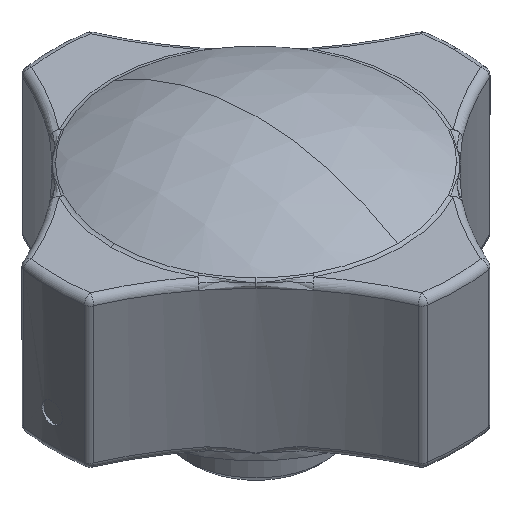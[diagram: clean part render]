
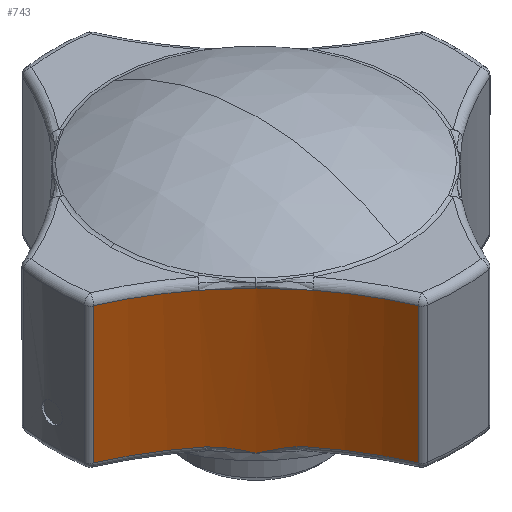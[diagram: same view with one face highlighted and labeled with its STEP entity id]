
A CAD part, isometric view. The second image highlights one B-rep face of the part: STEP entity #743.
In plain terms, the highlighted cylindrical face has radius 46.37 mm (diameter 92.74 mm), a partial arc.
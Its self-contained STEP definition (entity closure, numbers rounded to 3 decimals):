
#620 = VERTEX_POINT ( 'NONE', #1953 ) ;
#621 = ORIENTED_EDGE ( 'NONE', *, *, #622, .T. ) ;
#622 = EDGE_CURVE ( 'NONE', #620, #623, #1952, .T. ) ;
#623 = VERTEX_POINT ( 'NONE', #1951 ) ;
#624 = ORIENTED_EDGE ( 'NONE', *, *, #625, .T. ) ;
#625 = EDGE_CURVE ( 'NONE', #623, #626, #1950, .T. ) ;
#626 = VERTEX_POINT ( 'NONE', #1938 ) ;
#627 = ORIENTED_EDGE ( 'NONE', *, *, #628, .T. ) ;
#628 = EDGE_CURVE ( 'NONE', #626, #629, #1998, .T. ) ;
#629 = VERTEX_POINT ( 'NONE', #1986 ) ;
#630 = ORIENTED_EDGE ( 'NONE', *, *, #631, .T. ) ;
#631 = EDGE_CURVE ( 'NONE', #629, #632, #1985, .T. ) ;
#632 = VERTEX_POINT ( 'NONE', #1981 ) ;
#633 = ORIENTED_EDGE ( 'NONE', *, *, #757, .T. ) ;
#634 = VERTEX_POINT ( 'NONE', #1980 ) ;
#743 = ADVANCED_FACE ( 'NONE', ( #2108 ), #2107, .F. ) ;
#744 = EDGE_LOOP ( 'NONE', ( #745, #749, #752, #755, #621, #624, #627, #630, #633, #758 ) ) ;
#745 = ORIENTED_EDGE ( 'NONE', *, *, #746, .F. ) ;
#746 = EDGE_CURVE ( 'NONE', #747, #748, #2098, .T. ) ;
#747 = VERTEX_POINT ( 'NONE', #2097 ) ;
#748 = VERTEX_POINT ( 'NONE', #2096 ) ;
#749 = ORIENTED_EDGE ( 'NONE', *, *, #751, .T. ) ;
#750 = VERTEX_POINT ( 'NONE', #2089 ) ;
#751 = EDGE_CURVE ( 'NONE', #747, #750, #2268, .T. ) ;
#752 = ORIENTED_EDGE ( 'NONE', *, *, #753, .T. ) ;
#753 = EDGE_CURVE ( 'NONE', #750, #754, #2263, .T. ) ;
#754 = VERTEX_POINT ( 'NONE', #2259 ) ;
#755 = ORIENTED_EDGE ( 'NONE', *, *, #756, .T. ) ;
#756 = EDGE_CURVE ( 'NONE', #754, #620, #2258, .T. ) ;
#757 = EDGE_CURVE ( 'NONE', #632, #634, #2253, .T. ) ;
#758 = ORIENTED_EDGE ( 'NONE', *, *, #759, .F. ) ;
#759 = EDGE_CURVE ( 'NONE', #748, #634, #2247, .T. ) ;
#1938 = CARTESIAN_POINT ( 'NONE',  ( -11.396, -18.826, -4.221 ) ) ;
#1939 = CARTESIAN_POINT ( 'NONE',  ( -14.9, -14.9, -5.221 ) ) ;
#1940 = CARTESIAN_POINT ( 'NONE',  ( -14.9, -14.9, -5.221 ) ) ;
#1941 = CARTESIAN_POINT ( 'NONE',  ( -15.204, -14.595, -5.104 ) ) ;
#1942 = CARTESIAN_POINT ( 'NONE',  ( -15.516, -14.292, -4.985 ) ) ;
#1943 = CARTESIAN_POINT ( 'NONE',  ( -16.147, -13.695, -4.761 ) ) ;
#1944 = CARTESIAN_POINT ( 'NONE',  ( -16.467, -13.401, -4.654 ) ) ;
#1945 = CARTESIAN_POINT ( 'NONE',  ( -17.119, -12.819, -4.465 ) ) ;
#1946 = CARTESIAN_POINT ( 'NONE',  ( -17.45, -12.531, -4.383 ) ) ;
#1947 = CARTESIAN_POINT ( 'NONE',  ( -18.126, -11.96, -4.261 ) ) ;
#1948 = CARTESIAN_POINT ( 'NONE',  ( -18.471, -11.678, -4.221 ) ) ;
#1949 = CARTESIAN_POINT ( 'NONE',  ( -18.826, -11.396, -4.221 ) ) ;
#1950 = B_SPLINE_CURVE_WITH_KNOTS ( 'NONE', 3,
 ( #1939, #1997, #1996, #1995, #1994, #1993, #1992, #1991 ),
 .UNSPECIFIED., .F., .F.,
 ( 4, 2, 2, 4 ),
 ( 0., 0.003, 0.004, 0.005 ),
 .UNSPECIFIED. ) ;
#1951 = CARTESIAN_POINT ( 'NONE',  ( -14.9, -14.9, -5.221 ) ) ;
#1952 = B_SPLINE_CURVE_WITH_KNOTS ( 'NONE', 3,
 ( #1949, #1948, #1947, #1946, #1945, #1944, #1943, #1942, #1941, #1940 ),
 .UNSPECIFIED., .F., .F.,
 ( 4, 2, 2, 2, 4 ),
 ( 0., 0.001, 0.003, 0.004, 0.005 ),
 .UNSPECIFIED. ) ;
#1953 = CARTESIAN_POINT ( 'NONE',  ( -18.826, -11.396, -4.221 ) ) ;
#1980 = CARTESIAN_POINT ( 'NONE',  ( -10.952, -19.392, 15.779 ) ) ;
#1981 = CARTESIAN_POINT ( 'NONE',  ( -5.215, -29.081, 15.779 ) ) ;
#1982 = DIRECTION ( 'NONE',  ( 0., 0., 1. ) ) ;
#1983 = VECTOR ( 'NONE', #1982, 1000. ) ;
#1984 = CARTESIAN_POINT ( 'NONE',  ( -5.215, -29.081, -17.221 ) ) ;
#1985 = LINE ( 'NONE', #1984, #1983 ) ;
#1986 = CARTESIAN_POINT ( 'NONE',  ( -5.215, -29.081, -4.221 ) ) ;
#1987 = DIRECTION ( 'NONE',  ( 1., 0., 0. ) ) ;
#1988 = DIRECTION ( 'NONE',  ( 0., 0., -1. ) ) ;
#1989 = CARTESIAN_POINT ( 'NONE',  ( -47.688, -47.688, -4.221 ) ) ;
#1990 = AXIS2_PLACEMENT_3D ( 'NONE', #1989, #1988, #1987 ) ;
#1991 = CARTESIAN_POINT ( 'NONE',  ( -11.396, -18.826, -4.221 ) ) ;
#1992 = CARTESIAN_POINT ( 'NONE',  ( -11.678, -18.471, -4.221 ) ) ;
#1993 = CARTESIAN_POINT ( 'NONE',  ( -11.96, -18.126, -4.261 ) ) ;
#1994 = CARTESIAN_POINT ( 'NONE',  ( -12.531, -17.45, -4.383 ) ) ;
#1995 = CARTESIAN_POINT ( 'NONE',  ( -12.819, -17.119, -4.465 ) ) ;
#1996 = CARTESIAN_POINT ( 'NONE',  ( -13.692, -16.142, -4.749 ) ) ;
#1997 = CARTESIAN_POINT ( 'NONE',  ( -14.288, -15.512, -4.985 ) ) ;
#1998 = CIRCLE ( 'NONE', #1990, 46.37 ) ;
#2089 = CARTESIAN_POINT ( 'NONE',  ( -29.081, -5.215, 15.779 ) ) ;
#2090 = CARTESIAN_POINT ( 'NONE',  ( -14.9, -14.9, 15.779 ) ) ;
#2091 = CARTESIAN_POINT ( 'NONE',  ( -15.604, -14.195, 15.779 ) ) ;
#2092 = CARTESIAN_POINT ( 'NONE',  ( -16.331, -13.514, 15.779 ) ) ;
#2093 = CARTESIAN_POINT ( 'NONE',  ( -17.829, -12.197, 15.779 ) ) ;
#2094 = CARTESIAN_POINT ( 'NONE',  ( -18.6, -11.563, 15.779 ) ) ;
#2095 = CARTESIAN_POINT ( 'NONE',  ( -19.392, -10.952, 15.779 ) ) ;
#2096 = CARTESIAN_POINT ( 'NONE',  ( -14.9, -14.9, 15.779 ) ) ;
#2097 = CARTESIAN_POINT ( 'NONE',  ( -19.392, -10.952, 15.779 ) ) ;
#2098 = B_SPLINE_CURVE_WITH_KNOTS ( 'NONE', 3,
 ( #2095, #2094, #2093, #2092, #2091, #2090 ),
 .UNSPECIFIED., .F., .F.,
 ( 4, 2, 4 ),
 ( 0., 0.5, 1. ),
 .UNSPECIFIED. ) ;
#2099 = DIRECTION ( 'NONE',  ( 1., 0., 0. ) ) ;
#2100 = AXIS2_PLACEMENT_3D ( 'NONE', #2111, #2109, #2099 ) ;
#2107 = CYLINDRICAL_SURFACE ( 'NONE', #2100, 46.37 ) ;
#2108 = FACE_OUTER_BOUND ( 'NONE', #744, .T. ) ;
#2109 = DIRECTION ( 'NONE',  ( 0., 0., 1. ) ) ;
#2111 = CARTESIAN_POINT ( 'NONE',  ( -47.688, -47.688, -17.221 ) ) ;
#2240 = CARTESIAN_POINT ( 'NONE',  ( -10.952, -19.392, 15.779 ) ) ;
#2241 = CARTESIAN_POINT ( 'NONE',  ( -11.563, -18.6, 15.779 ) ) ;
#2242 = CARTESIAN_POINT ( 'NONE',  ( -12.197, -17.829, 15.779 ) ) ;
#2243 = CARTESIAN_POINT ( 'NONE',  ( -13.514, -16.331, 15.779 ) ) ;
#2244 = CARTESIAN_POINT ( 'NONE',  ( -14.195, -15.604, 15.779 ) ) ;
#2245 = CARTESIAN_POINT ( 'NONE',  ( -14.9, -14.9, 15.779 ) ) ;
#2247 = B_SPLINE_CURVE_WITH_KNOTS ( 'NONE', 3,
 ( #2245, #2244, #2243, #2242, #2241, #2240 ),
 .UNSPECIFIED., .F., .F.,
 ( 4, 2, 4 ),
 ( 0., 0.5, 1. ),
 .UNSPECIFIED. ) ;
#2249 = DIRECTION ( 'NONE',  ( -1., 0., 0. ) ) ;
#2250 = DIRECTION ( 'NONE',  ( 0., 0., 1. ) ) ;
#2251 = CARTESIAN_POINT ( 'NONE',  ( -47.688, -47.688, 15.779 ) ) ;
#2252 = AXIS2_PLACEMENT_3D ( 'NONE', #2251, #2250, #2249 ) ;
#2253 = CIRCLE ( 'NONE', #2252, 46.37 ) ;
#2254 = DIRECTION ( 'NONE',  ( 1., 0., 0. ) ) ;
#2255 = DIRECTION ( 'NONE',  ( 0., 0., -1. ) ) ;
#2256 = CARTESIAN_POINT ( 'NONE',  ( -47.688, -47.688, -4.221 ) ) ;
#2257 = AXIS2_PLACEMENT_3D ( 'NONE', #2256, #2255, #2254 ) ;
#2258 = CIRCLE ( 'NONE', #2257, 46.37 ) ;
#2259 = CARTESIAN_POINT ( 'NONE',  ( -29.081, -5.215, -4.221 ) ) ;
#2260 = DIRECTION ( 'NONE',  ( 0., 0., -1. ) ) ;
#2261 = VECTOR ( 'NONE', #2260, 1000. ) ;
#2262 = CARTESIAN_POINT ( 'NONE',  ( -29.081, -5.215, -17.221 ) ) ;
#2263 = LINE ( 'NONE', #2262, #2261 ) ;
#2264 = DIRECTION ( 'NONE',  ( -1., 0., 0. ) ) ;
#2265 = DIRECTION ( 'NONE',  ( 0., 0., 1. ) ) ;
#2266 = CARTESIAN_POINT ( 'NONE',  ( -47.688, -47.688, 15.779 ) ) ;
#2267 = AXIS2_PLACEMENT_3D ( 'NONE', #2266, #2265, #2264 ) ;
#2268 = CIRCLE ( 'NONE', #2267, 46.37 ) ;
